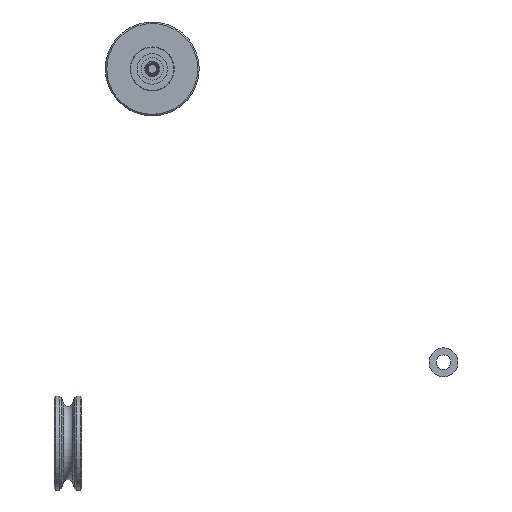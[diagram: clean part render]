
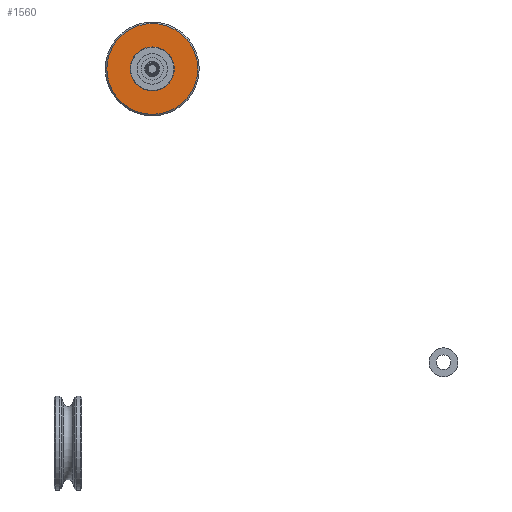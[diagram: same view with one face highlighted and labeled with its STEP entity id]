
A CAD part, front view. The second image highlights one B-rep face of the part: STEP entity #1560.
In plain terms, the highlighted planar face has unit normal (0, -1, 0).
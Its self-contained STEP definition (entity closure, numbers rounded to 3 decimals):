
#161=FACE_BOUND('',#523,.T.);
#181=PLANE('',#1797);
#404=FACE_OUTER_BOUND('',#522,.T.);
#522=EDGE_LOOP('',(#1207));
#523=EDGE_LOOP('',(#1208));
#647=CIRCLE('',#1792,15.5);
#651=CIRCLE('',#1798,6.5);
#767=VERTEX_POINT('',#2629);
#771=VERTEX_POINT('',#2641);
#924=EDGE_CURVE('',#767,#767,#647,.T.);
#930=EDGE_CURVE('',#771,#771,#651,.T.);
#1207=ORIENTED_EDGE('',*,*,#924,.F.);
#1208=ORIENTED_EDGE('',*,*,#930,.F.);
#1560=ADVANCED_FACE('',(#404,#161),#181,.T.);
#1792=AXIS2_PLACEMENT_3D('',#2630,#2132,#2133);
#1797=AXIS2_PLACEMENT_3D('',#2640,#2144,#2145);
#1798=AXIS2_PLACEMENT_3D('',#2642,#2146,#2147);
#2132=DIRECTION('center_axis',(0.,1.,0.));
#2133=DIRECTION('ref_axis',(-1.,0.,0.));
#2144=DIRECTION('center_axis',(0.,-1.,0.));
#2145=DIRECTION('ref_axis',(0.,0.,-1.));
#2146=DIRECTION('center_axis',(0.,-1.,0.));
#2147=DIRECTION('ref_axis',(1.,0.,0.));
#2629=CARTESIAN_POINT('',(15.5,0.,0.));
#2630=CARTESIAN_POINT('Origin',(0.,0.,0.));
#2640=CARTESIAN_POINT('Origin',(6.5,0.,0.));
#2641=CARTESIAN_POINT('',(-6.5,0.,0.));
#2642=CARTESIAN_POINT('Origin',(0.,0.,0.));
